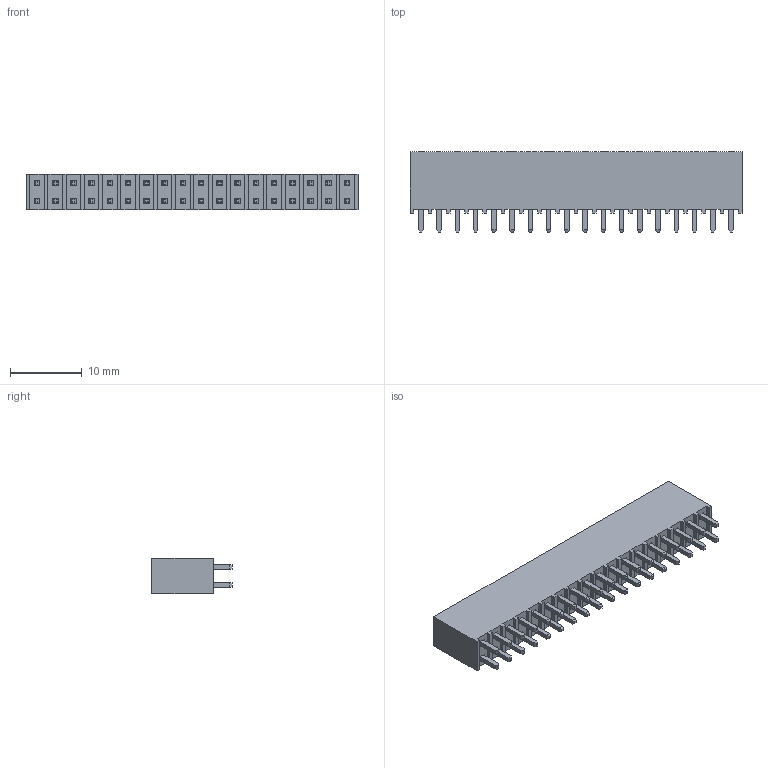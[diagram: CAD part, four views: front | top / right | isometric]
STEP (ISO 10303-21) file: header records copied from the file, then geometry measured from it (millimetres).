
FILE_DESCRIPTION(/* description */ ('STEP AP214'),/* implementation_level */ '2;1');
FILE_NAME(/* name */ 'SSQ-118-01-G-D',/* time_stamp */ '2023-06-08T11:42:19+02:00',/* author */ ('License CC BY-ND 4.0'),/* organization */ ('CADENAS'),/* preprocessor_version */ 'ST-DEVELOPER v19.3',/* originating_system */ 'PARTsolutions',/* authorisation */ ' ');
FILE_SCHEMA (('AP242_MANAGED_MODEL_BASED_3D_ENGINEERING_MIM_LF { 1 0 10303 442 3 1 4 }','AUTOMOTIVE_DESIGN {1 0 10303 214 3 1 1}'));
Length unit declared in the file: inch
Products named in the file (3): SSQ-118-01-G-D; P2SSQ-118-01-G-D; T1SSQ-118-01-G-D
Assembly tree (2 placements, depth 2):
  SSQ-118-01-G-D
    P2SSQ-118-01-G-D
    T1SSQ-118-01-G-D
Bounding box: 46.23 x 11.15 x 4.95 mm (x, y, z)
Volume: 1748.5 mm3; surface area: 2899.8 mm2
Topology: 2 solids, 2 shells, 520 faces, 1440 edges, 960 vertices
Faces by surface type: plane 520
Entity records: 16466 total; most frequent: CARTESIAN_POINT 2923, ORIENTED_EDGE 2880, DIRECTION 2486, EDGE_CURVE 1440, LINE 1440, VECTOR 1440, VERTEX_POINT 960, EDGE_LOOP 628
